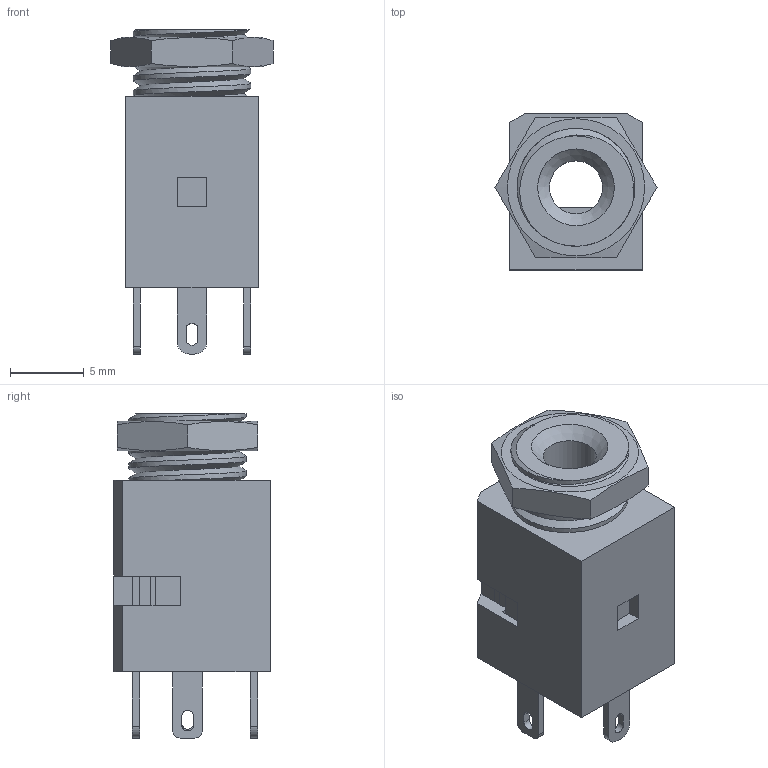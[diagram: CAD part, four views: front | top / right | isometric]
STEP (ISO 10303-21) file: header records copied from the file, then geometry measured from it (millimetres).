
FILE_DESCRIPTION(('FreeCAD Model'),'2;1');
FILE_NAME('PJ3410_Hex_nut.step','2021-03-19T21:50:45',('Author'),(''), 'Open CASCADE STEP processor 7.3','FreeCAD','Unknown');
FILE_SCHEMA(('AUTOMOTIVE_DESIGN { 1 0 10303 214 1 1 1 1 }'));
Length unit declared in the file: millimetre
Products named in the file (6): S; R?; R; RN; Hex_nut; Fusion
Bounding box: 11 x 10.6 x 22 mm (x, y, z)
Volume: 946.1 mm3; surface area: 2451.9 mm2
Topology: 6 solids, 6 shells, 201 faces, 519 edges, 324 vertices
Faces by surface type: plane 151, cylinder 34, bspline 13, sphere 2, cone 1
Full cylindrical faces by diameter (mm): 3.6 x3, 8 x4
Entity records: 16945 total; most frequent: CARTESIAN_POINT 6420, DIRECTION 1865, LINE 1285, VECTOR 1285, ORIENTED_EDGE 1038, PCURVE 1038, DEFINITIONAL_REPRESENTATION 1038, EDGE_CURVE 519
